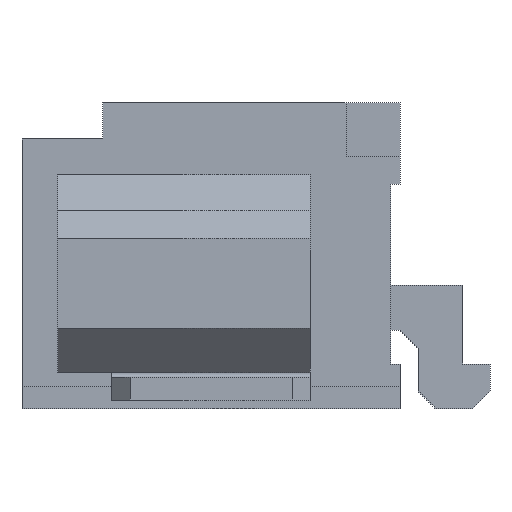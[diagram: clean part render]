
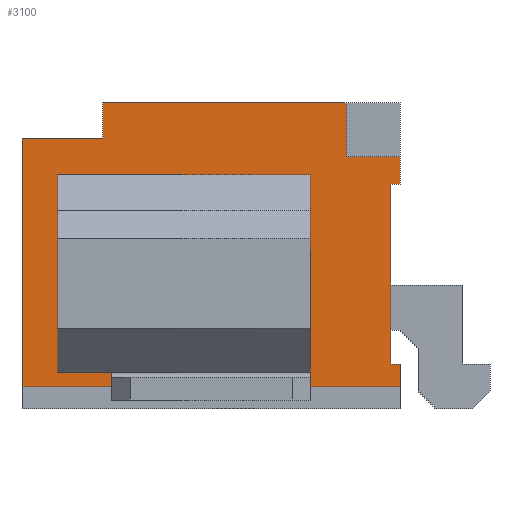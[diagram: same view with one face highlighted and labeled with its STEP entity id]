
A CAD part, left-side view. The second image highlights one B-rep face of the part: STEP entity #3100.
In plain terms, the highlighted planar face has unit normal (-1, 0, 0).
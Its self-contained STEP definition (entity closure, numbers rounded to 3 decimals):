
#69=DIRECTION('',(0.,0.,1.));
#70=VECTOR('',#69,0.25);
#71=CARTESIAN_POINT('',(-2.75,-2.1,-1.45));
#72=LINE('',#71,#70);
#129=DIRECTION('',(0.,0.,1.));
#130=VECTOR('',#129,0.3);
#131=CARTESIAN_POINT('',(-2.75,-2.1,0.8));
#132=LINE('',#131,#130);
#133=DIRECTION('',(0.,0.,1.));
#134=VECTOR('',#133,2.2);
#135=CARTESIAN_POINT('',(-2.75,-1.1,-1.3));
#136=LINE('',#135,#134);
#137=DIRECTION('',(0.,-1.,0.));
#138=VECTOR('',#137,2.8);
#139=CARTESIAN_POINT('',(-2.75,1.7,0.9));
#140=LINE('',#139,#138);
#141=DIRECTION('',(0.,0.,1.));
#142=VECTOR('',#141,2.2);
#143=CARTESIAN_POINT('',(-2.75,1.7,-1.3));
#144=LINE('',#143,#142);
#145=DIRECTION('',(0.,-1.,0.));
#146=VECTOR('',#145,2.8);
#147=CARTESIAN_POINT('',(-2.75,1.7,-1.3));
#148=LINE('',#147,#146);
#149=DIRECTION('',(0.,1.,0.));
#150=VECTOR('',#149,0.6);
#151=CARTESIAN_POINT('',(-2.75,-2.1,1.1));
#152=LINE('',#151,#150);
#153=DIRECTION('',(0.,1.,0.));
#154=VECTOR('',#153,0.1);
#155=CARTESIAN_POINT('',(-2.75,-2.1,0.8));
#156=LINE('',#155,#154);
#157=DIRECTION('',(0.,0.,1.));
#158=VECTOR('',#157,2.);
#159=CARTESIAN_POINT('',(-2.75,-2.,-1.2));
#160=LINE('',#159,#158);
#161=DIRECTION('',(0.,1.,0.));
#162=VECTOR('',#161,0.1);
#163=CARTESIAN_POINT('',(-2.75,-2.1,-1.2));
#164=LINE('',#163,#162);
#165=DIRECTION('',(0.,-1.,0.));
#166=VECTOR('',#165,4.2);
#167=CARTESIAN_POINT('',(-2.75,2.1,-1.45));
#168=LINE('',#167,#166);
#169=DIRECTION('',(0.,0.,1.));
#170=VECTOR('',#169,2.75);
#171=CARTESIAN_POINT('',(-2.75,2.1,-1.45));
#172=LINE('',#171,#170);
#173=DIRECTION('',(0.,-1.,0.));
#174=VECTOR('',#173,0.9);
#175=CARTESIAN_POINT('',(-2.75,2.1,1.3));
#176=LINE('',#175,#174);
#177=DIRECTION('',(0.,0.,-1.));
#178=VECTOR('',#177,0.4);
#179=CARTESIAN_POINT('',(-2.75,1.2,1.7));
#180=LINE('',#179,#178);
#181=DIRECTION('',(0.,0.,-1.));
#182=VECTOR('',#181,0.6);
#183=CARTESIAN_POINT('',(-2.75,-1.5,1.7));
#184=LINE('',#183,#182);
#922=DIRECTION('',(0.,-1.,0.));
#923=VECTOR('',#922,2.7);
#924=CARTESIAN_POINT('',(-2.75,1.2,1.7));
#925=LINE('',#924,#923);
#2243=CARTESIAN_POINT('',(-2.75,1.2,1.7));
#2245=VERTEX_POINT('',#2243);
#2255=CARTESIAN_POINT('',(-2.75,2.1,1.3));
#2256=CARTESIAN_POINT('',(-2.75,1.2,1.3));
#2257=VERTEX_POINT('',#2255);
#2258=VERTEX_POINT('',#2256);
#2307=CARTESIAN_POINT('',(-2.75,-1.1,-1.3));
#2308=CARTESIAN_POINT('',(-2.75,-1.1,0.9));
#2309=VERTEX_POINT('',#2307);
#2310=VERTEX_POINT('',#2308);
#2311=CARTESIAN_POINT('',(-2.75,1.7,0.9));
#2312=VERTEX_POINT('',#2311);
#2313=CARTESIAN_POINT('',(-2.75,1.7,-1.3));
#2314=VERTEX_POINT('',#2313);
#2541=CARTESIAN_POINT('',(-2.75,-2.1,-1.2));
#2542=CARTESIAN_POINT('',(-2.75,-2.,-1.2));
#2543=VERTEX_POINT('',#2541);
#2544=VERTEX_POINT('',#2542);
#2545=CARTESIAN_POINT('',(-2.75,-2.,0.8));
#2546=VERTEX_POINT('',#2545);
#2547=CARTESIAN_POINT('',(-2.75,-2.1,0.8));
#2548=VERTEX_POINT('',#2547);
#2615=CARTESIAN_POINT('',(-2.75,-1.5,1.7));
#2616=VERTEX_POINT('',#2615);
#2617=CARTESIAN_POINT('',(-2.75,-2.1,1.1));
#2618=CARTESIAN_POINT('',(-2.75,-1.5,1.1));
#2619=VERTEX_POINT('',#2617);
#2620=VERTEX_POINT('',#2618);
#2837=CARTESIAN_POINT('',(-2.75,2.1,-1.45));
#2838=CARTESIAN_POINT('',(-2.75,-2.1,-1.45));
#2839=VERTEX_POINT('',#2837);
#2840=VERTEX_POINT('',#2838);
#3062=CARTESIAN_POINT('',(-2.75,2.1,-1.7));
#3063=DIRECTION('',(-1.,0.,0.));
#3064=DIRECTION('',(0.,-1.,0.));
#3065=AXIS2_PLACEMENT_3D('',#3062,#3063,#3064);
#3066=PLANE('',#3065);
#3068=ORIENTED_EDGE('',*,*,#3067,.F.);
#3069=ORIENTED_EDGE('',*,*,#3042,.F.);
#3071=ORIENTED_EDGE('',*,*,#3070,.T.);
#3073=ORIENTED_EDGE('',*,*,#3072,.F.);
#3074=ORIENTED_EDGE('',*,*,#3052,.F.);
#3075=ORIENTED_EDGE('',*,*,#2994,.F.);
#3077=ORIENTED_EDGE('',*,*,#3076,.F.);
#3079=ORIENTED_EDGE('',*,*,#3078,.T.);
#3081=ORIENTED_EDGE('',*,*,#3080,.T.);
#3083=ORIENTED_EDGE('',*,*,#3082,.F.);
#3085=ORIENTED_EDGE('',*,*,#3084,.T.);
#3087=ORIENTED_EDGE('',*,*,#3086,.T.);
#3088=EDGE_LOOP('',(#3068,#3069,#3071,#3073,#3074,#3075,#3077,#3079,#3081,#3083,
#3085,#3087));
#3089=FACE_OUTER_BOUND('',#3088,.F.);
#3091=ORIENTED_EDGE('',*,*,#3090,.T.);
#3093=ORIENTED_EDGE('',*,*,#3092,.F.);
#3095=ORIENTED_EDGE('',*,*,#3094,.F.);
#3097=ORIENTED_EDGE('',*,*,#3096,.T.);
#3098=EDGE_LOOP('',(#3091,#3093,#3095,#3097));
#3099=FACE_BOUND('',#3098,.F.);
#3100=ADVANCED_FACE('',(#3089,#3099),#3066,.T.);
#2994=EDGE_CURVE('',#2840,#2543,#72,.T.);
#3042=EDGE_CURVE('',#2548,#2619,#132,.T.);
#3052=EDGE_CURVE('',#2543,#2544,#164,.T.);
#3067=EDGE_CURVE('',#2619,#2620,#152,.T.);
#3070=EDGE_CURVE('',#2548,#2546,#156,.T.);
#3072=EDGE_CURVE('',#2544,#2546,#160,.T.);
#3076=EDGE_CURVE('',#2839,#2840,#168,.T.);
#3078=EDGE_CURVE('',#2839,#2257,#172,.T.);
#3080=EDGE_CURVE('',#2257,#2258,#176,.T.);
#3082=EDGE_CURVE('',#2245,#2258,#180,.T.);
#3084=EDGE_CURVE('',#2245,#2616,#925,.T.);
#3086=EDGE_CURVE('',#2616,#2620,#184,.T.);
#3090=EDGE_CURVE('',#2309,#2310,#136,.T.);
#3092=EDGE_CURVE('',#2312,#2310,#140,.T.);
#3094=EDGE_CURVE('',#2314,#2312,#144,.T.);
#3096=EDGE_CURVE('',#2314,#2309,#148,.T.);
